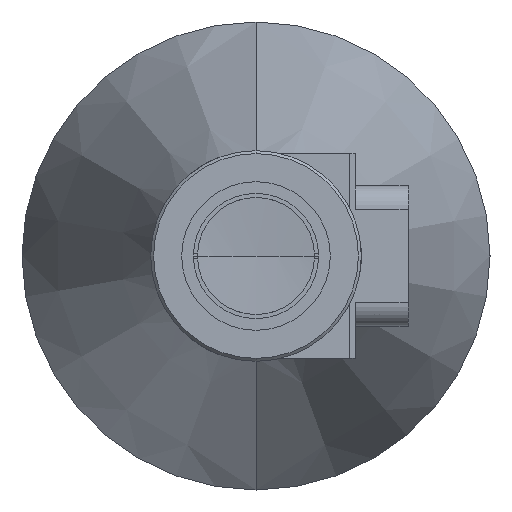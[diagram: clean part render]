
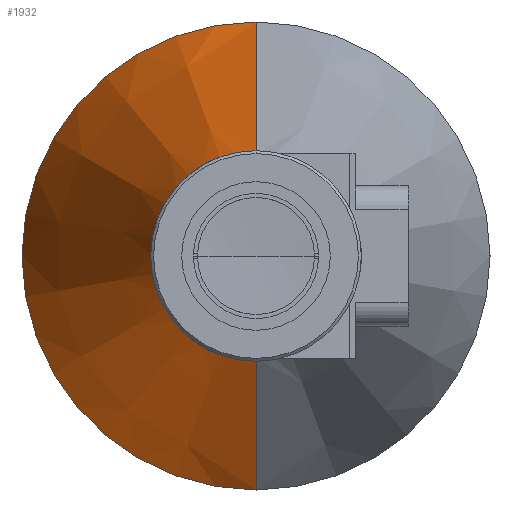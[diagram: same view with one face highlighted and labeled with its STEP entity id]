
A CAD part, front view. The second image highlights one B-rep face of the part: STEP entity #1932.
In plain terms, the highlighted conical face has half-angle 19.036 degrees and reference radius 40 mm.
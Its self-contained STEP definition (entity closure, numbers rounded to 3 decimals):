
#37 = EDGE_CURVE ( 'NONE', #769, #1523, #3200, .T. ) ;
#196 = VECTOR ( 'NONE', #506, 1000. ) ;
#275 = DIRECTION ( 'NONE',  ( 0., 1., 0. ) ) ;
#392 = DIRECTION ( 'NONE',  ( 0., 1., 0. ) ) ;
#476 = CARTESIAN_POINT ( 'NONE',  ( 0., -120.71, -17.5 ) ) ;
#506 = DIRECTION ( 'NONE',  ( 0., 0.945, 0.326 ) ) ;
#518 = EDGE_CURVE ( 'NONE', #769, #2401, #986, .T. ) ;
#668 = DIRECTION ( 'NONE',  ( 0., 0., 1. ) ) ;
#749 = CARTESIAN_POINT ( 'NONE',  ( 0., -55.5, 0. ) ) ;
#761 = ORIENTED_EDGE ( 'NONE', *, *, #2797, .F. ) ;
#769 = VERTEX_POINT ( 'NONE', #476 ) ;
#782 = AXIS2_PLACEMENT_3D ( 'NONE', #749, #392, #4188 ) ;
#986 = LINE ( 'NONE', #1661, #1906 ) ;
#1060 = CARTESIAN_POINT ( 'NONE',  ( 0., -55.5, 40. ) ) ;
#1219 = AXIS2_PLACEMENT_3D ( 'NONE', #3235, #3001, #668 ) ;
#1330 = DIRECTION ( 'NONE',  ( 0., 0.945, -0.326 ) ) ;
#1523 = VERTEX_POINT ( 'NONE', #3084 ) ;
#1577 = CARTESIAN_POINT ( 'NONE',  ( 0., -55.5, -40. ) ) ;
#1661 = CARTESIAN_POINT ( 'NONE',  ( 0., -55.5, -40. ) ) ;
#1669 = VERTEX_POINT ( 'NONE', #1060 ) ;
#1702 = ORIENTED_EDGE ( 'NONE', *, *, #37, .T. ) ;
#1749 = AXIS2_PLACEMENT_3D ( 'NONE', #3043, #275, #2135 ) ;
#1906 = VECTOR ( 'NONE', #1330, 1000. ) ;
#1932 = ADVANCED_FACE ( 'NONE', ( #2201 ), #4454, .T. ) ;
#2135 = DIRECTION ( 'NONE',  ( 0., 0., 1. ) ) ;
#2201 = FACE_OUTER_BOUND ( 'NONE', #3738, .T. ) ;
#2336 = EDGE_CURVE ( 'NONE', #1523, #1669, #3280, .T. ) ;
#2401 = VERTEX_POINT ( 'NONE', #1577 ) ;
#2565 = CARTESIAN_POINT ( 'NONE',  ( 0., -55.5, 40. ) ) ;
#2797 = EDGE_CURVE ( 'NONE', #2401, #1669, #4482, .T. ) ;
#2907 = ORIENTED_EDGE ( 'NONE', *, *, #518, .F. ) ;
#3001 = DIRECTION ( 'NONE',  ( 0., 1., 0. ) ) ;
#3043 = CARTESIAN_POINT ( 'NONE',  ( 0., -120.71, 0. ) ) ;
#3084 = CARTESIAN_POINT ( 'NONE',  ( 0., -120.71, 17.5 ) ) ;
#3200 = CIRCLE ( 'NONE', #1749, 17.5 ) ;
#3235 = CARTESIAN_POINT ( 'NONE',  ( 0., -55.5, 0. ) ) ;
#3280 = LINE ( 'NONE', #2565, #196 ) ;
#3573 = ORIENTED_EDGE ( 'NONE', *, *, #2336, .T. ) ;
#3738 = EDGE_LOOP ( 'NONE', ( #2907, #1702, #3573, #761 ) ) ;
#4188 = DIRECTION ( 'NONE',  ( 0., 0., 1. ) ) ;
#4454 = CONICAL_SURFACE ( 'NONE', #782, 40., 0.332 ) ;
#4482 = CIRCLE ( 'NONE', #1219, 40. ) ;
